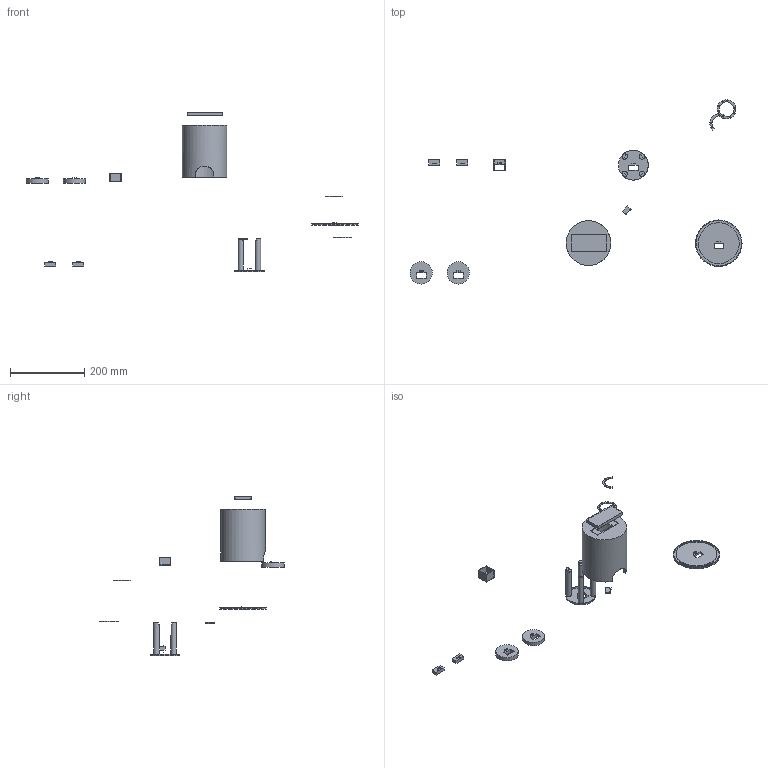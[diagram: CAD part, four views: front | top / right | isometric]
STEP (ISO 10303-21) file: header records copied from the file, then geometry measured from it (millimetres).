
FILE_DESCRIPTION(/* description */ (''),/* implementation_level */ '2;1');
FILE_NAME(/* name */ 'Imaging_system.step',/* time_stamp */ '2022-01-08T17:38:12+02:00',/* author */ (''),/* organization */ (''),/* preprocessor_version */ 'ST-DEVELOPER v18.1',/* originating_system */ 'Autodesk Translation Framework v10.10.0.1391',/* authorisation */ '');
FILE_SCHEMA (('AUTOMOTIVE_DESIGN { 1 0 10303 214 3 1 1 }'));
Length unit declared in the file: millimetre
Products named in the file (1): Imaging_system
Bounding box: 892.5 x 495.24 x 430 mm (x, y, z)
Volume: 490352.6 mm3; surface area: 216277.1 mm2
Topology: 13 solids, 13 shells, 318 faces, 752 edges, 500 vertices
Faces by surface type: plane 284, cylinder 34
Full cylindrical faces by diameter (mm): 2.185 x1, 2.199 x1, 2.2 x6, 3 x6, 14.5 x4, 60 x2, 80 x1, 110 x2, 120 x1, 122 x1, 125 x1
Entity records: 9214 total; most frequent: CARTESIAN_POINT 1647, ORIENTED_EDGE 1504, DIRECTION 1471, EDGE_CURVE 752, LINE 667, VECTOR 667, VERTEX_POINT 500, AXIS2_PLACEMENT_3D 402
